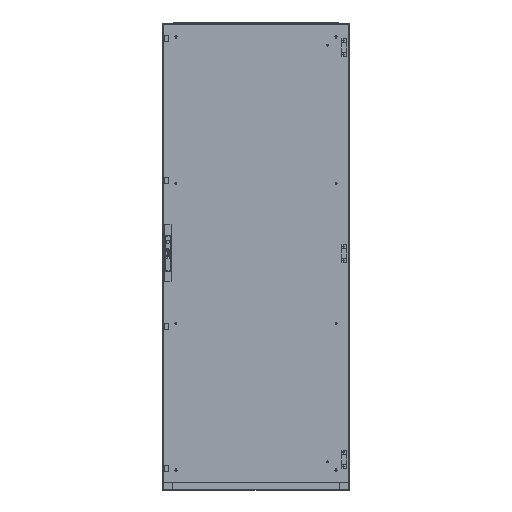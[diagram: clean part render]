
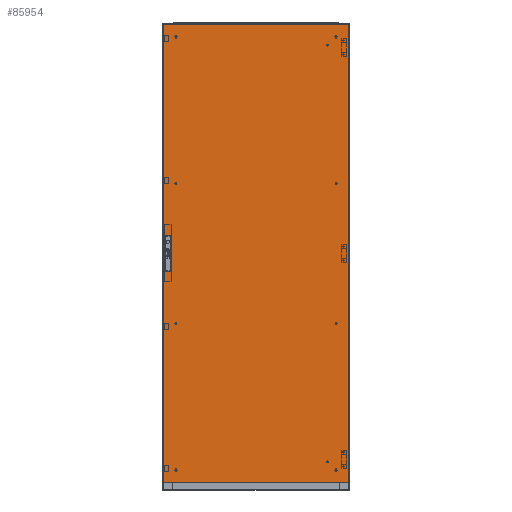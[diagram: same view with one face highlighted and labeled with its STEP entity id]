
A CAD part, top view. The second image highlights one B-rep face of the part: STEP entity #85954.
In plain terms, the highlighted planar face has unit normal (0, 0, 1).
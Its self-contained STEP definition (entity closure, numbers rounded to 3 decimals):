
#430 = DIRECTION ( 'NONE',  ( -1., 0., 0. ) ) ;
#4093 = EDGE_CURVE ( 'NONE', #8528, #104959, #31623, .T. ) ;
#4228 = CARTESIAN_POINT ( 'NONE',  ( -393.4, 78.5, 0. ) ) ;
#4758 = ORIENTED_EDGE ( 'NONE', *, *, #67720, .T. ) ;
#5525 = CARTESIAN_POINT ( 'NONE',  ( 397., 983.5, 0. ) ) ;
#6297 = LINE ( 'NONE', #69734, #49317 ) ;
#7681 = LINE ( 'NONE', #90721, #50716 ) ;
#8072 = LINE ( 'NONE', #108795, #51089 ) ;
#8300 = VECTOR ( 'NONE', #9518, 1000. ) ;
#8528 = VERTEX_POINT ( 'NONE', #85226 ) ;
#9518 = DIRECTION ( 'NONE',  ( 0., -1., 0. ) ) ;
#9650 = AXIS2_PLACEMENT_3D ( 'NONE', #82929, #99691, #48841 ) ;
#10670 = ORIENTED_EDGE ( 'NONE', *, *, #65961, .T. ) ;
#12362 = CARTESIAN_POINT ( 'NONE',  ( -363., -78.5, 0. ) ) ;
#14508 = VECTOR ( 'NONE', #430, 1000. ) ;
#15282 = EDGE_LOOP ( 'NONE', ( #94354, #35740, #4758, #10670 ) ) ;
#17115 = VERTEX_POINT ( 'NONE', #107957 ) ;
#17580 = EDGE_LOOP ( 'NONE', ( #107605, #45893, #108245, #51578 ) ) ;
#17702 = CARTESIAN_POINT ( 'NONE',  ( -397., 983.5, 0. ) ) ;
#18159 = VERTEX_POINT ( 'NONE', #27877 ) ;
#20241 = LINE ( 'NONE', #33061, #88624 ) ;
#24984 = DIRECTION ( 'NONE',  ( 1., 0., 0. ) ) ;
#25776 = VERTEX_POINT ( 'NONE', #74143 ) ;
#27877 = CARTESIAN_POINT ( 'NONE',  ( -363., 78.5, 0. ) ) ;
#28160 = CARTESIAN_POINT ( 'NONE',  ( -397., -983.5, 0. ) ) ;
#28555 = DIRECTION ( 'NONE',  ( 0., 1., 0. ) ) ;
#31623 = LINE ( 'NONE', #62773, #94622 ) ;
#33061 = CARTESIAN_POINT ( 'NONE',  ( -393.4, -78.5, 0. ) ) ;
#35493 = DIRECTION ( 'NONE',  ( 1., 0., 0. ) ) ;
#35740 = ORIENTED_EDGE ( 'NONE', *, *, #94810, .T. ) ;
#35810 = VERTEX_POINT ( 'NONE', #4228 ) ;
#38933 = EDGE_CURVE ( 'NONE', #35810, #17115, #8072, .T. ) ;
#40211 = PLANE ( 'NONE',  #9650 ) ;
#45893 = ORIENTED_EDGE ( 'NONE', *, *, #52059, .T. ) ;
#48841 = DIRECTION ( 'NONE',  ( 1., 0., 0. ) ) ;
#49317 = VECTOR ( 'NONE', #35493, 1000. ) ;
#50716 = VECTOR ( 'NONE', #99288, 1000. ) ;
#51089 = VECTOR ( 'NONE', #100312, 1000. ) ;
#51578 = ORIENTED_EDGE ( 'NONE', *, *, #38933, .F. ) ;
#52059 = EDGE_CURVE ( 'NONE', #18159, #70851, #7681, .T. ) ;
#54035 = LINE ( 'NONE', #60980, #8300 ) ;
#60980 = CARTESIAN_POINT ( 'NONE',  ( -397., 983.5, 0. ) ) ;
#62773 = CARTESIAN_POINT ( 'NONE',  ( 397., 983.5, 0. ) ) ;
#65961 = EDGE_CURVE ( 'NONE', #92714, #8528, #6297, .T. ) ;
#67313 = DIRECTION ( 'NONE',  ( 1., 0., 0. ) ) ;
#67720 = EDGE_CURVE ( 'NONE', #25776, #92714, #54035, .T. ) ;
#68100 = EDGE_CURVE ( 'NONE', #17115, #70851, #20241, .T. ) ;
#69734 = CARTESIAN_POINT ( 'NONE',  ( -397., -983.5, 0. ) ) ;
#70851 = VERTEX_POINT ( 'NONE', #12362 ) ;
#74143 = CARTESIAN_POINT ( 'NONE',  ( -397., 983.5, 0. ) ) ;
#75421 = EDGE_CURVE ( 'NONE', #35810, #18159, #110561, .T. ) ;
#82929 = CARTESIAN_POINT ( 'NONE',  ( 0., 0., 0. ) ) ;
#82999 = LINE ( 'NONE', #17702, #14508 ) ;
#85226 = CARTESIAN_POINT ( 'NONE',  ( 397., -983.5, 0. ) ) ;
#85954 = ADVANCED_FACE ( 'NONE', ( #90406, #110258 ), #40211, .T. ) ;
#88624 = VECTOR ( 'NONE', #67313, 1000. ) ;
#90406 = FACE_BOUND ( 'NONE', #17580, .T. ) ;
#90721 = CARTESIAN_POINT ( 'NONE',  ( -363., 0., 0. ) ) ;
#92714 = VERTEX_POINT ( 'NONE', #28160 ) ;
#94354 = ORIENTED_EDGE ( 'NONE', *, *, #4093, .T. ) ;
#94622 = VECTOR ( 'NONE', #28555, 1000. ) ;
#94810 = EDGE_CURVE ( 'NONE', #104959, #25776, #82999, .T. ) ;
#99288 = DIRECTION ( 'NONE',  ( 0., -1., 0. ) ) ;
#99691 = DIRECTION ( 'NONE',  ( 0., 0., 1. ) ) ;
#100312 = DIRECTION ( 'NONE',  ( 0., -1., 0. ) ) ;
#102053 = CARTESIAN_POINT ( 'NONE',  ( -393.4, 78.5, 0. ) ) ;
#104959 = VERTEX_POINT ( 'NONE', #5525 ) ;
#107605 = ORIENTED_EDGE ( 'NONE', *, *, #75421, .T. ) ;
#107929 = VECTOR ( 'NONE', #24984, 1000. ) ;
#107957 = CARTESIAN_POINT ( 'NONE',  ( -393.4, -78.5, 0. ) ) ;
#108245 = ORIENTED_EDGE ( 'NONE', *, *, #68100, .F. ) ;
#108795 = CARTESIAN_POINT ( 'NONE',  ( -393.4, 0., 0. ) ) ;
#110258 = FACE_OUTER_BOUND ( 'NONE', #15282, .T. ) ;
#110561 = LINE ( 'NONE', #102053, #107929 ) ;
